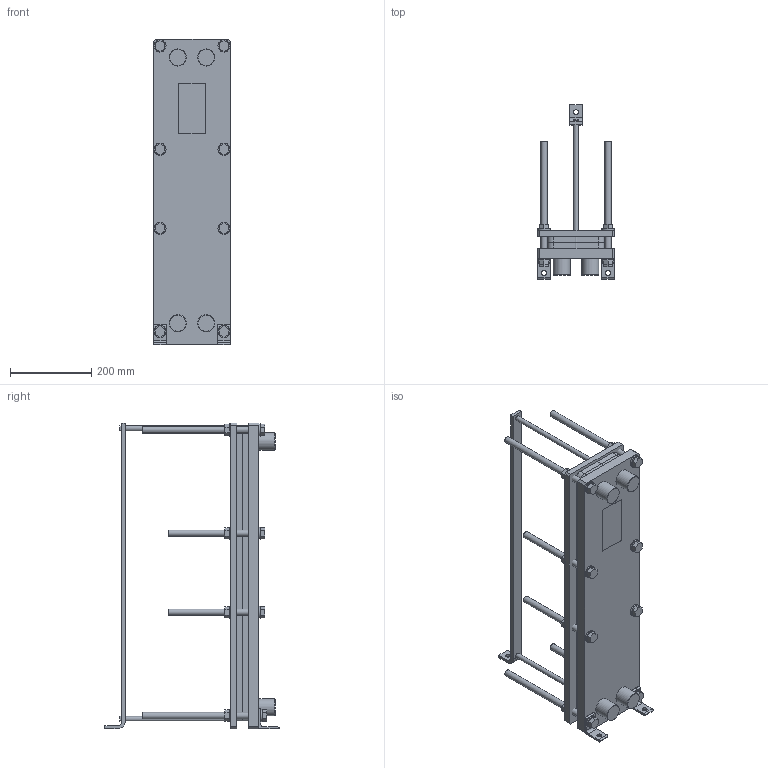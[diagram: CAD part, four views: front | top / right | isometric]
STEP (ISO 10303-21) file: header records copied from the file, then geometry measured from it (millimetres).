
FILE_DESCRIPTION(/* description */ (''),/* implementation_level */ '2;1');
FILE_NAME(/* name */ '3d_RHG-08-10-8027200.stp',/* time_stamp */ '2020-01-10T09:55:39+01:00',/* author */ ('Andrzej'),/* organization */ (''),/* preprocessor_version */ 'ST-DEVELOPER v16.13',/* originating_system */ 'AutoCAD Mechanical',/* authorisation */ '');
FILE_SCHEMA (('AUTOMOTIVE_DESIGN { 1 0 10303 214 3 1 1 }'));
Length unit declared in the file: millimetre
Products named in the file (1): Product
Bounding box: 190 x 430 x 755 mm (x, y, z)
Volume: 14259027.6 mm3; surface area: 1882699.9 mm2
Topology: 5 solids, 5 shells, 492 faces, 1262 edges, 936 vertices
Faces by surface type: plane 378, cylinder 106, cone 8
Full cylindrical faces by diameter (mm): 12 x10, 16 x16, 30 x24, 42.4 x8
Entity records: 14565 total; most frequent: CARTESIAN_POINT 2621, DIRECTION 2454, ORIENTED_EDGE 2228, EDGE_CURVE 1114, LINE 920, VECTOR 920, VERTEX_POINT 774, AXIS2_PLACEMENT_3D 767
